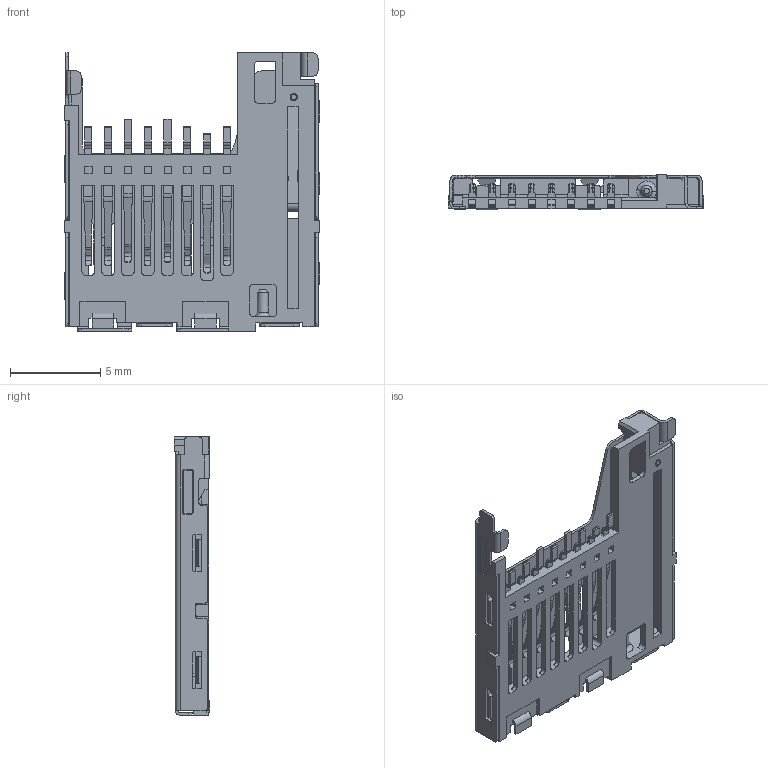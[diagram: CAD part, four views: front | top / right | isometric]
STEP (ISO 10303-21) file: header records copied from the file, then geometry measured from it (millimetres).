
FILE_DESCRIPTION(/* description */ ('STEP AP214'),/* implementation_level */ '2;1');
FILE_NAME(/* name */ 'MEM2061-01-188-00-A',/* time_stamp */ '2023-04-07T12:11:05+02:00',/* author */ ('License CC BY-ND 4.0'),/* organization */ ('CADENAS'),/* preprocessor_version */ 'ST-DEVELOPER v19.3',/* originating_system */ 'PARTsolutions',/* authorisation */ ' ');
FILE_SCHEMA (('AUTOMOTIVE_DESIGN {1 0 10303 214 3 1 1}'));
Length unit declared in the file: millimetre
Products named in the file (3): MEM2061-01-188-00-A; MEM2061-01-188-00-A_PART2; MEM2061-01-188-00-A_PART1
Assembly tree (2 placements, depth 2):
  MEM2061-01-188-00-A
    MEM2061-01-188-00-A_PART2
    MEM2061-01-188-00-A_PART1
Bounding box: 14.2 x 1.95 x 15.45 mm (x, y, z)
Volume: 99.5 mm3; surface area: 866.2 mm2
Topology: 2 solids, 2 shells, 1128 faces, 3104 edges, 1967 vertices
Faces by surface type: plane 692, cylinder 356, bspline 76, cone 4
Full cylindrical faces by diameter (mm): 0.3 x1, 0.4 x1, 0.6 x1
Entity records: 44571 total; most frequent: CARTESIAN_POINT 8044, ORIENTED_EDGE 6128, DIRECTION 5795, EDGE_CURVE 3064, LINE 2195, VECTOR 2195, VERTEX_POINT 1963, AXIS2_PLACEMENT_3D 1800
